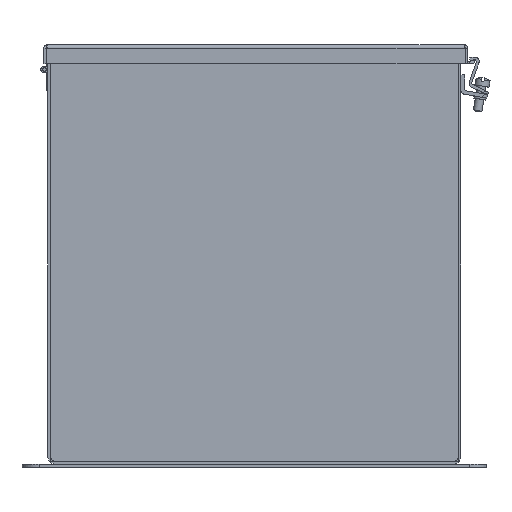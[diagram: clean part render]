
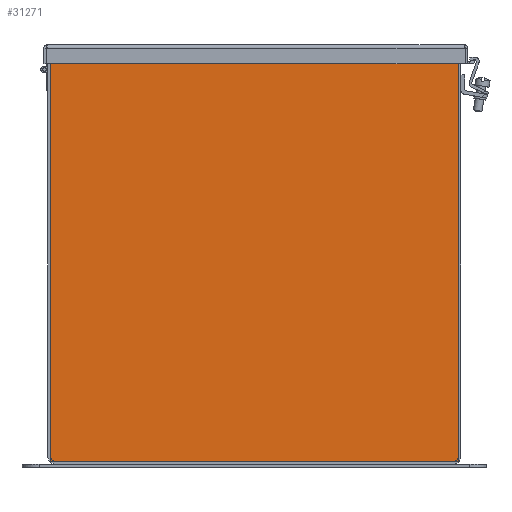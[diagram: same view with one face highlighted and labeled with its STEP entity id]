
A CAD part, left-side view. The second image highlights one B-rep face of the part: STEP entity #31271.
In plain terms, the highlighted planar face has unit normal (-1, 0, 0).
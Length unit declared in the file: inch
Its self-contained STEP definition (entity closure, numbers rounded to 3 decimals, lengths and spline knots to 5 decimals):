
#1771 = VECTOR ( 'NONE', #28577, 39.37008 ) ;
#2262 = VECTOR ( 'NONE', #15475, 39.37008 ) ;
#2273 = VERTEX_POINT ( 'NONE', #27085 ) ;
#2548 = LINE ( 'NONE', #30526, #23303 ) ;
#3566 = LINE ( 'NONE', #29339, #7779 ) ;
#3669 = VECTOR ( 'NONE', #19408, 39.37008 ) ;
#3809 = ORIENTED_EDGE ( 'NONE', *, *, #12674, .T. ) ;
#4086 = LINE ( 'NONE', #14470, #21412 ) ;
#4147 = EDGE_CURVE ( 'NONE', #14710, #12096, #4086, .T. ) ;
#4393 = CARTESIAN_POINT ( 'NONE',  ( -1.70918, 10.18875, 9.79059 ) ) ;
#4547 = VECTOR ( 'NONE', #31756, 39.37008 ) ;
#4678 = EDGE_CURVE ( 'NONE', #12096, #19744, #13895, .T. ) ;
#4909 = ORIENTED_EDGE ( 'NONE', *, *, #22789, .F. ) ;
#5021 = DIRECTION ( 'NONE',  ( 0., 1., 0. ) ) ;
#5785 = CARTESIAN_POINT ( 'NONE',  ( -1.70918, 4.74875, 3.89604 ) ) ;
#5796 = CARTESIAN_POINT ( 'NONE',  ( -1.70918, -0.69145, 9.79059 ) ) ;
#5904 = VERTEX_POINT ( 'NONE', #13761 ) ;
#6157 = CARTESIAN_POINT ( 'NONE',  ( -1.70918, -1.17725, -2.02996 ) ) ;
#6507 = ORIENTED_EDGE ( 'NONE', *, *, #16075, .T. ) ;
#7779 = VECTOR ( 'NONE', #16624, 39.37008 ) ;
#8108 = CARTESIAN_POINT ( 'NONE',  ( -1.70918, -0.69125, 9.79079 ) ) ;
#8225 = LINE ( 'NONE', #18565, #31448 ) ;
#8815 = CARTESIAN_POINT ( 'NONE',  ( -1.70918, 4.74875, 9.82204 ) ) ;
#8935 = CARTESIAN_POINT ( 'NONE',  ( -1.70918, 4.74875, -2.02996 ) ) ;
#9013 = EDGE_CURVE ( 'NONE', #19387, #26984, #20442, .T. ) ;
#10310 = LINE ( 'NONE', #27779, #26640 ) ;
#10740 = FACE_OUTER_BOUND ( 'NONE', #33084, .T. ) ;
#11178 = EDGE_CURVE ( 'NONE', #19744, #21144, #28182, .T. ) ;
#11377 = CARTESIAN_POINT ( 'NONE',  ( -1.70918, 4.74875, 9.82204 ) ) ;
#11539 = ORIENTED_EDGE ( 'NONE', *, *, #4147, .F. ) ;
#11904 = ORIENTED_EDGE ( 'NONE', *, *, #13244, .F. ) ;
#12096 = VERTEX_POINT ( 'NONE', #6157 ) ;
#12228 = VECTOR ( 'NONE', #14207, 39.37008 ) ;
#12674 = EDGE_CURVE ( 'NONE', #5904, #25708, #10310, .T. ) ;
#12686 = VECTOR ( 'NONE', #18659, 39.37008 ) ;
#12897 = DIRECTION ( 'NONE',  ( 0., 0., 1. ) ) ;
#13244 = EDGE_CURVE ( 'NONE', #17016, #23131, #3566, .T. ) ;
#13761 = CARTESIAN_POINT ( 'NONE',  ( -1.70918, 10.18895, 9.79059 ) ) ;
#13895 = LINE ( 'NONE', #8935, #12228 ) ;
#14050 = EDGE_CURVE ( 'NONE', #2273, #19387, #2548, .T. ) ;
#14207 = DIRECTION ( 'NONE',  ( 0., 1., 0. ) ) ;
#14295 = EDGE_CURVE ( 'NONE', #17016, #25279, #8225, .T. ) ;
#14470 = CARTESIAN_POINT ( 'NONE',  ( -1.70918, -1.17725, 3.89604 ) ) ;
#14710 = VERTEX_POINT ( 'NONE', #15147 ) ;
#15147 = CARTESIAN_POINT ( 'NONE',  ( -1.70918, -1.17725, 9.82204 ) ) ;
#15475 = DIRECTION ( 'NONE',  ( 0., 0., 1. ) ) ;
#16049 = DIRECTION ( 'NONE',  ( 0., 0., -1. ) ) ;
#16075 = EDGE_CURVE ( 'NONE', #25279, #5904, #23158, .T. ) ;
#16134 = CARTESIAN_POINT ( 'NONE',  ( -1.70918, 10.67475, 9.82204 ) ) ;
#16145 = DIRECTION ( 'NONE',  ( 0., 1., 0. ) ) ;
#16624 = DIRECTION ( 'NONE',  ( 0., -1., 0. ) ) ;
#16938 = CARTESIAN_POINT ( 'NONE',  ( -1.70918, 10.67475, -2.02996 ) ) ;
#17016 = VERTEX_POINT ( 'NONE', #23478 ) ;
#18565 = CARTESIAN_POINT ( 'NONE',  ( -1.70918, 10.18875, 9.82204 ) ) ;
#18659 = DIRECTION ( 'NONE',  ( 0., -1., 0. ) ) ;
#19387 = VERTEX_POINT ( 'NONE', #5796 ) ;
#19408 = DIRECTION ( 'NONE',  ( 0., 0., 1. ) ) ;
#19744 = VERTEX_POINT ( 'NONE', #16938 ) ;
#20442 = LINE ( 'NONE', #22962, #1771 ) ;
#20812 = VECTOR ( 'NONE', #5021, 39.37008 ) ;
#21144 = VERTEX_POINT ( 'NONE', #16134 ) ;
#21388 = LINE ( 'NONE', #11377, #4547 ) ;
#21412 = VECTOR ( 'NONE', #26652, 39.37008 ) ;
#22789 = EDGE_CURVE ( 'NONE', #2273, #14710, #28857, .T. ) ;
#22962 = CARTESIAN_POINT ( 'NONE',  ( -1.70918, -0.69145, 9.79059 ) ) ;
#23040 = DIRECTION ( 'NONE',  ( 0., 0., -1. ) ) ;
#23131 = VERTEX_POINT ( 'NONE', #8108 ) ;
#23158 = LINE ( 'NONE', #33208, #20812 ) ;
#23303 = VECTOR ( 'NONE', #23040, 39.37008 ) ;
#23360 = ORIENTED_EDGE ( 'NONE', *, *, #14050, .T. ) ;
#23420 = AXIS2_PLACEMENT_3D ( 'NONE', #5785, #26823, #16145 ) ;
#23478 = CARTESIAN_POINT ( 'NONE',  ( -1.70918, 10.18875, 9.79079 ) ) ;
#24886 = EDGE_CURVE ( 'NONE', #26984, #23131, #27227, .T. ) ;
#25279 = VERTEX_POINT ( 'NONE', #4393 ) ;
#25708 = VERTEX_POINT ( 'NONE', #26368 ) ;
#26223 = ORIENTED_EDGE ( 'NONE', *, *, #14295, .T. ) ;
#26368 = CARTESIAN_POINT ( 'NONE',  ( -1.70918, 10.18895, 9.82204 ) ) ;
#26640 = VECTOR ( 'NONE', #12897, 39.37008 ) ;
#26652 = DIRECTION ( 'NONE',  ( 0., 0., -1. ) ) ;
#26823 = DIRECTION ( 'NONE',  ( 1., 0., 0. ) ) ;
#26984 = VERTEX_POINT ( 'NONE', #28012 ) ;
#27085 = CARTESIAN_POINT ( 'NONE',  ( -1.70918, -0.69145, 9.82204 ) ) ;
#27227 = LINE ( 'NONE', #32832, #3669 ) ;
#27779 = CARTESIAN_POINT ( 'NONE',  ( -1.70918, 10.18895, 9.79059 ) ) ;
#28012 = CARTESIAN_POINT ( 'NONE',  ( -1.70918, -0.69125, 9.79059 ) ) ;
#28182 = LINE ( 'NONE', #30889, #2262 ) ;
#28577 = DIRECTION ( 'NONE',  ( 0., 1., 0. ) ) ;
#28857 = LINE ( 'NONE', #8815, #12686 ) ;
#29044 = PLANE ( 'NONE',  #23420 ) ;
#29339 = CARTESIAN_POINT ( 'NONE',  ( -1.70918, 4.74875, 9.79079 ) ) ;
#29551 = ORIENTED_EDGE ( 'NONE', *, *, #11178, .F. ) ;
#30526 = CARTESIAN_POINT ( 'NONE',  ( -1.70918, -0.69145, 9.82204 ) ) ;
#30889 = CARTESIAN_POINT ( 'NONE',  ( -1.70918, 10.67475, 3.89604 ) ) ;
#31271 = ADVANCED_FACE ( 'NONE', ( #10740 ), #29044, .F. ) ;
#31448 = VECTOR ( 'NONE', #16049, 39.37008 ) ;
#31756 = DIRECTION ( 'NONE',  ( 0., -1., 0. ) ) ;
#31885 = EDGE_CURVE ( 'NONE', #21144, #25708, #21388, .T. ) ;
#32266 = ORIENTED_EDGE ( 'NONE', *, *, #4678, .F. ) ;
#32296 = ORIENTED_EDGE ( 'NONE', *, *, #31885, .F. ) ;
#32669 = ORIENTED_EDGE ( 'NONE', *, *, #9013, .T. ) ;
#32832 = CARTESIAN_POINT ( 'NONE',  ( -1.70918, -0.69125, 9.79059 ) ) ;
#33084 = EDGE_LOOP ( 'NONE', ( #32669, #33516, #11904, #26223, #6507, #3809, #32296, #29551, #32266, #11539, #4909, #23360 ) ) ;
#33208 = CARTESIAN_POINT ( 'NONE',  ( -1.70918, 10.18875, 9.79059 ) ) ;
#33516 = ORIENTED_EDGE ( 'NONE', *, *, #24886, .T. ) ;
